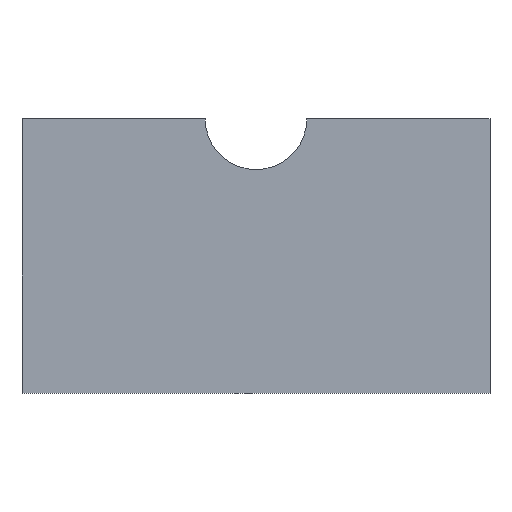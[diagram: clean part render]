
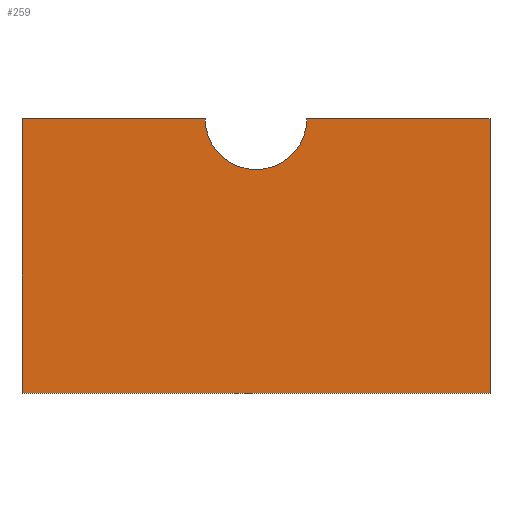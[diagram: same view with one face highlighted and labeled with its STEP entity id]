
A CAD part, top view. The second image highlights one B-rep face of the part: STEP entity #259.
In plain terms, the highlighted planar face has unit normal (0, 0, 1).
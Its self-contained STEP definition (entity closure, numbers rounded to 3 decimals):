
#15=PLANE('',#291);
#29=FACE_OUTER_BOUND('',#43,.T.);
#43=EDGE_LOOP('',(#191,#192,#193,#194,#195,#196));
#59=LINE('',#394,#91);
#60=LINE('',#396,#92);
#61=LINE('',#398,#93);
#62=LINE('',#400,#94);
#63=LINE('',#401,#95);
#91=VECTOR('',#323,10.);
#92=VECTOR('',#324,10.);
#93=VECTOR('',#325,10.);
#94=VECTOR('',#326,10.);
#95=VECTOR('',#327,10.);
#122=CIRCLE('',#290,10.);
#129=VERTEX_POINT('',#387);
#130=VERTEX_POINT('',#389);
#131=VERTEX_POINT('',#393);
#132=VERTEX_POINT('',#395);
#133=VERTEX_POINT('',#397);
#134=VERTEX_POINT('',#399);
#153=EDGE_CURVE('',#130,#129,#122,.T.);
#155=EDGE_CURVE('',#129,#131,#59,.T.);
#156=EDGE_CURVE('',#131,#132,#60,.T.);
#157=EDGE_CURVE('',#132,#133,#61,.T.);
#158=EDGE_CURVE('',#133,#134,#62,.T.);
#159=EDGE_CURVE('',#134,#130,#63,.T.);
#191=ORIENTED_EDGE('',*,*,#153,.T.);
#192=ORIENTED_EDGE('',*,*,#155,.T.);
#193=ORIENTED_EDGE('',*,*,#156,.T.);
#194=ORIENTED_EDGE('',*,*,#157,.T.);
#195=ORIENTED_EDGE('',*,*,#158,.T.);
#196=ORIENTED_EDGE('',*,*,#159,.T.);
#259=ADVANCED_FACE('',(#29),#15,.T.);
#290=AXIS2_PLACEMENT_3D('',#390,#318,#319);
#291=AXIS2_PLACEMENT_3D('',#392,#321,#322);
#318=DIRECTION('center_axis',(0.,0.,-1.));
#319=DIRECTION('ref_axis',(1.,0.,0.));
#321=DIRECTION('center_axis',(0.,0.,1.));
#322=DIRECTION('ref_axis',(1.,0.,0.));
#323=DIRECTION('',(-1.,0.,0.));
#324=DIRECTION('',(0.,-1.,0.));
#325=DIRECTION('',(1.,0.,0.));
#326=DIRECTION('',(0.,1.,0.));
#327=DIRECTION('',(-1.,0.,0.));
#387=CARTESIAN_POINT('',(36.038,53.975,5.4));
#389=CARTESIAN_POINT('',(56.038,53.975,5.4));
#390=CARTESIAN_POINT('Origin',(46.038,53.975,5.4));
#392=CARTESIAN_POINT('Origin',(46.038,26.988,5.4));
#393=CARTESIAN_POINT('',(0.,53.975,5.4));
#394=CARTESIAN_POINT('',(92.075,53.975,5.4));
#395=CARTESIAN_POINT('',(0.,0.,5.4));
#396=CARTESIAN_POINT('',(0.,53.975,5.4));
#397=CARTESIAN_POINT('',(92.075,0.,5.4));
#398=CARTESIAN_POINT('',(0.,0.,5.4));
#399=CARTESIAN_POINT('',(92.075,53.975,5.4));
#400=CARTESIAN_POINT('',(92.075,0.,5.4));
#401=CARTESIAN_POINT('',(92.075,53.975,5.4));
